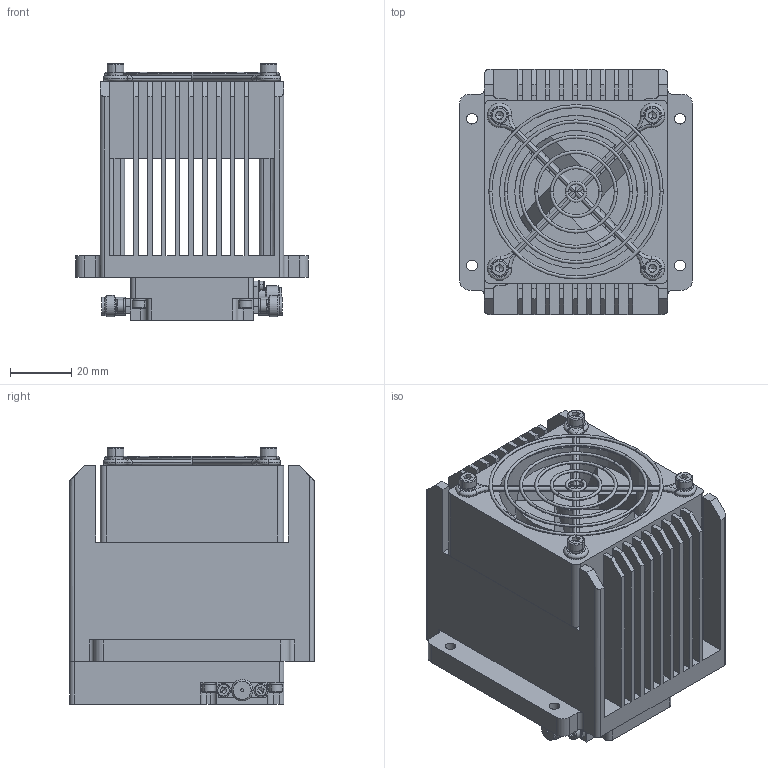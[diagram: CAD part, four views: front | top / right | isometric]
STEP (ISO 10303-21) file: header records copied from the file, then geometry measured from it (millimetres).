
FILE_DESCRIPTION (( 'STEP AP214' ), '1' );
FILE_NAME ('BP-HC-H1, Defeatured.STEP', '2024-11-26T00:02:51', ( '' ), ( '' ), 'SwSTEP 2.0', 'SolidWorks 2021', '' );
FILE_SCHEMA (( 'AUTOMOTIVE_DESIGN' ));
Length unit declared in the file: inch
Products named in the file (1): BP-HC-H1, Defeatured
Bounding box: 76 x 80 x 83.8 mm (x, y, z)
Volume: 201527.6 mm3; surface area: 126293.3 mm2
Topology: 48 solids, 48 shells, 1205 faces, 2990 edges, 1858 vertices
Faces by surface type: plane 590, cylinder 395, cone 114, torus 106
Entity records: 50120 total; most frequent: CARTESIAN_POINT 6616, DIRECTION 6400, ORIENTED_EDGE 5844, EDGE_CURVE 2922, AXIS2_PLACEMENT_3D 2404, VERTEX_POINT 1858, VECTOR 1592, LINE 1592
